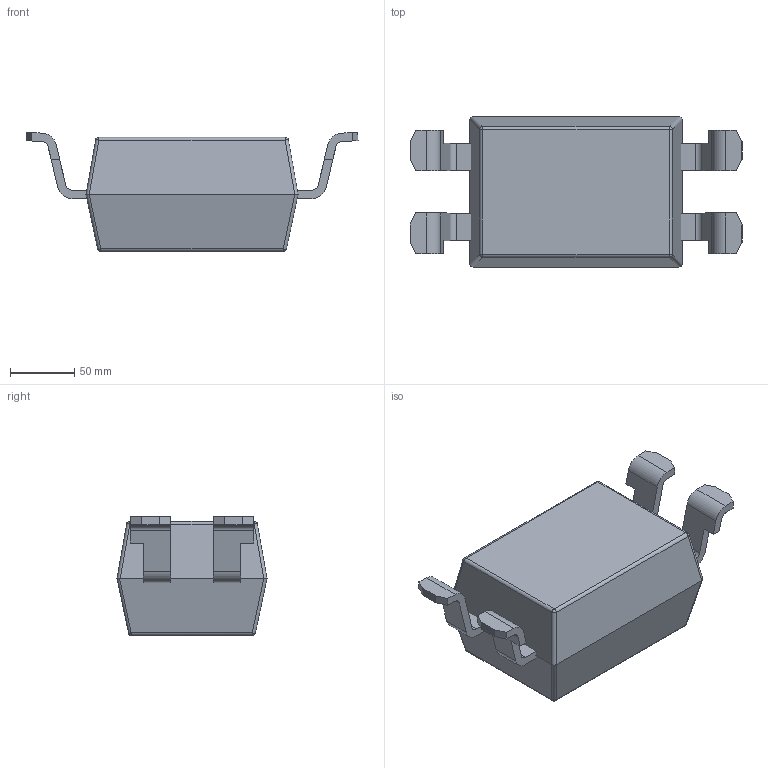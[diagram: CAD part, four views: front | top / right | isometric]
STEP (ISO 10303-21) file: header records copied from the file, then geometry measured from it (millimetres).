
FILE_DESCRIPTION((''),'2;1');
FILE_NAME('SMD4_ASM','2023-06-02T',('Administrator'),(''),'PRO/ENGINEER BY PARAMETRIC TECHNOLOGY CORPORATION, 2014200','PRO/ENGINEER BY PARAMETRIC TECHNOLOGY CORPORATION, 2014200','');
FILE_SCHEMA(('CONFIG_CONTROL_DESIGN'));
Length unit declared in the file: inch
Products named in the file (3): SMD4T; SMD4J; SMD4_ASM
Assembly tree (2 placements, depth 2):
  SMD4_ASM
    SMD4T
    SMD4J
Bounding box: 258.52 x 116.84 x 92.63 mm (x, y, z)
Volume: 1603964.4 mm3; surface area: 115936 mm2
Topology: 3 solids, 3 shells, 97 faces, 244 edges, 154 vertices
Faces by surface type: plane 55, cylinder 34, sphere 6, bspline 2
Entity records: 3072 total; most frequent: CARTESIAN_POINT 644, DIRECTION 490, ORIENTED_EDGE 488, EDGE_CURVE 244, VECTOR 174, LINE 174, AXIS2_PLACEMENT_3D 158, VERTEX_POINT 154
